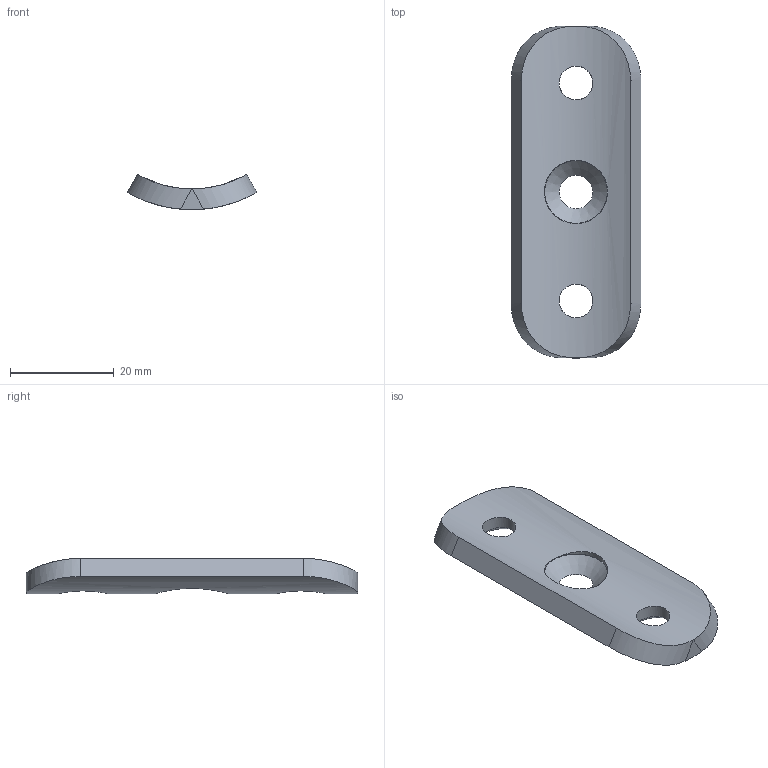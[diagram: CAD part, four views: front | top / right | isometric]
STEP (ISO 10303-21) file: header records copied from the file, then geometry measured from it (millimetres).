
FILE_DESCRIPTION(/* description */ (''),/* implementation_level */ '2;1');
FILE_NAME(/* name */ '1937_Cosch_Edelstahltechnik.stp',/* time_stamp */ '2019-01-12T14:06:12+01:00',/* author */ (''),/* organization */ (''),/* preprocessor_version */ 'ST-DEVELOPER v16',/* originating_system */ 'SIEMENS PLM Software NX 11.0',/* authorisation */ '');
FILE_SCHEMA (('AUTOMOTIVE_DESIGN { 1 0 10303 214 3 1 1 1 }'));
Length unit declared in the file: millimetre
Products named in the file (1): Goge3668951C7rag
Bounding box: 25 x 64 x 6.79 mm (x, y, z)
Volume: 5082.7 mm3; surface area: 3521.3 mm2
Topology: 1 solids, 1 shells, 20 faces, 46 edges, 30 vertices
Faces by surface type: cylinder 11, plane 6, bspline 2, cone 1
Full cylindrical faces by diameter (mm): 6.5 x3, 12.2 x1, 14 x1
Entity records: 1358 total; most frequent: CARTESIAN_POINT 925, ORIENTED_EDGE 74, DIRECTION 68, EDGE_CURVE 37, EDGE_LOOP 36, VERTEX_POINT 29, FACE_BOUND 28, AXIS2_PLACEMENT_3D 28
